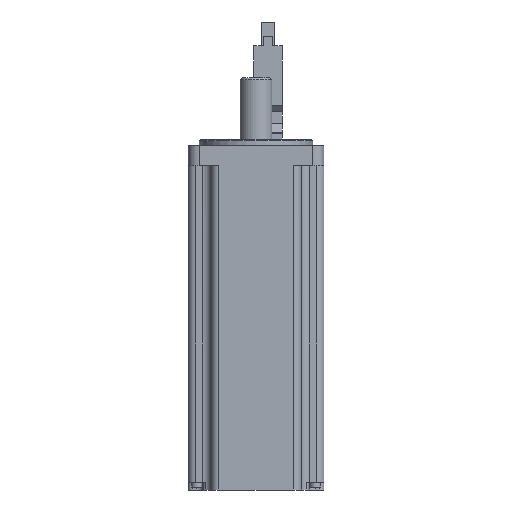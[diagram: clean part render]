
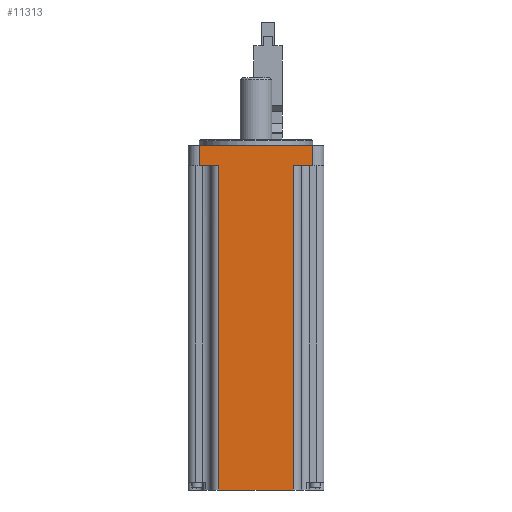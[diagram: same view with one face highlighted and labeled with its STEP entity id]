
A CAD part, front view. The second image highlights one B-rep face of the part: STEP entity #11313.
In plain terms, the highlighted planar face has unit normal (0, -1, 0).
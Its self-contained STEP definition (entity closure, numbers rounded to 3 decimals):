
#741=ORIENTED_EDGE('',*,*,#3007,.T.);
#742=ORIENTED_EDGE('',*,*,#3008,.F.);
#743=ORIENTED_EDGE('',*,*,#3009,.F.);
#744=ORIENTED_EDGE('',*,*,#3010,.F.);
#745=ORIENTED_EDGE('',*,*,#3011,.T.);
#746=ORIENTED_EDGE('',*,*,#3012,.F.);
#747=ORIENTED_EDGE('',*,*,#3013,.F.);
#748=ORIENTED_EDGE('',*,*,#3014,.T.);
#3007=EDGE_CURVE('',#4133,#4134,#4871,.T.);
#3008=EDGE_CURVE('',#4135,#4134,#4872,.T.);
#3009=EDGE_CURVE('',#4136,#4135,#4873,.T.);
#3010=EDGE_CURVE('',#4137,#4136,#4874,.T.);
#3011=EDGE_CURVE('',#4137,#4138,#4875,.T.);
#3012=EDGE_CURVE('',#4139,#4138,#4876,.T.);
#3013=EDGE_CURVE('',#4140,#4139,#4877,.T.);
#3014=EDGE_CURVE('',#4140,#4133,#4878,.T.);
#4133=VERTEX_POINT('',#15471);
#4134=VERTEX_POINT('',#15472);
#4135=VERTEX_POINT('',#15474);
#4136=VERTEX_POINT('',#15476);
#4137=VERTEX_POINT('',#15478);
#4138=VERTEX_POINT('',#15480);
#4139=VERTEX_POINT('',#15482);
#4140=VERTEX_POINT('',#15484);
#4871=LINE('',#15470,#5713);
#4872=LINE('',#15473,#5714);
#4873=LINE('',#15475,#5715);
#4874=LINE('',#15477,#5716);
#4875=LINE('',#15479,#5717);
#4876=LINE('',#15481,#5718);
#4877=LINE('',#15483,#5719);
#4878=LINE('',#15485,#5720);
#5713=VECTOR('',#12924,1000.);
#5714=VECTOR('',#12925,1000.);
#5715=VECTOR('',#12926,1000.);
#5716=VECTOR('',#12927,1000.);
#5717=VECTOR('',#12928,1000.);
#5718=VECTOR('',#12929,1000.);
#5719=VECTOR('',#12930,1000.);
#5720=VECTOR('',#12931,1000.);
#6424=EDGE_LOOP('',(#741,#742,#743,#744,#745,#746,#747,#748));
#7038=FACE_BOUND('',#6424,.T.);
#7622=PLANE('',#11865);
#11313=ADVANCED_FACE('',(#7038),#7622,.T.);
#11865=AXIS2_PLACEMENT_3D('',#15469,#12922,#12923);
#12922=DIRECTION('',(0.,-1.,0.));
#12923=DIRECTION('',(0.,0.,-1.));
#12924=DIRECTION('',(0.,0.,1.));
#12925=DIRECTION('',(-1.,0.,0.));
#12926=DIRECTION('',(0.,0.,-1.));
#12927=DIRECTION('',(1.,0.,0.));
#12928=DIRECTION('',(0.,0.,-1.));
#12929=DIRECTION('',(-1.,0.,0.));
#12930=DIRECTION('',(0.,0.,1.));
#12931=DIRECTION('',(1.,0.,0.));
#15469=CARTESIAN_POINT('',(-30.,-30.,-152.));
#15470=CARTESIAN_POINT('',(16.5,-30.,-152.));
#15471=CARTESIAN_POINT('',(16.5,-30.,-152.));
#15472=CARTESIAN_POINT('',(16.5,-30.,-9.));
#15473=CARTESIAN_POINT('',(-30.,-30.,-9.));
#15474=CARTESIAN_POINT('',(25.,-30.,-9.));
#15475=CARTESIAN_POINT('',(25.,-30.,0.));
#15476=CARTESIAN_POINT('',(25.,-30.,0.));
#15477=CARTESIAN_POINT('',(-30.,-30.,0.));
#15478=CARTESIAN_POINT('',(-25.,-30.,0.));
#15479=CARTESIAN_POINT('',(-25.,-30.,0.));
#15480=CARTESIAN_POINT('',(-25.,-30.,-9.));
#15481=CARTESIAN_POINT('',(-30.,-30.,-9.));
#15482=CARTESIAN_POINT('',(-16.5,-30.,-9.));
#15483=CARTESIAN_POINT('',(-16.5,-30.,-152.));
#15484=CARTESIAN_POINT('',(-16.5,-30.,-152.));
#15485=CARTESIAN_POINT('',(-30.,-30.,-152.));
